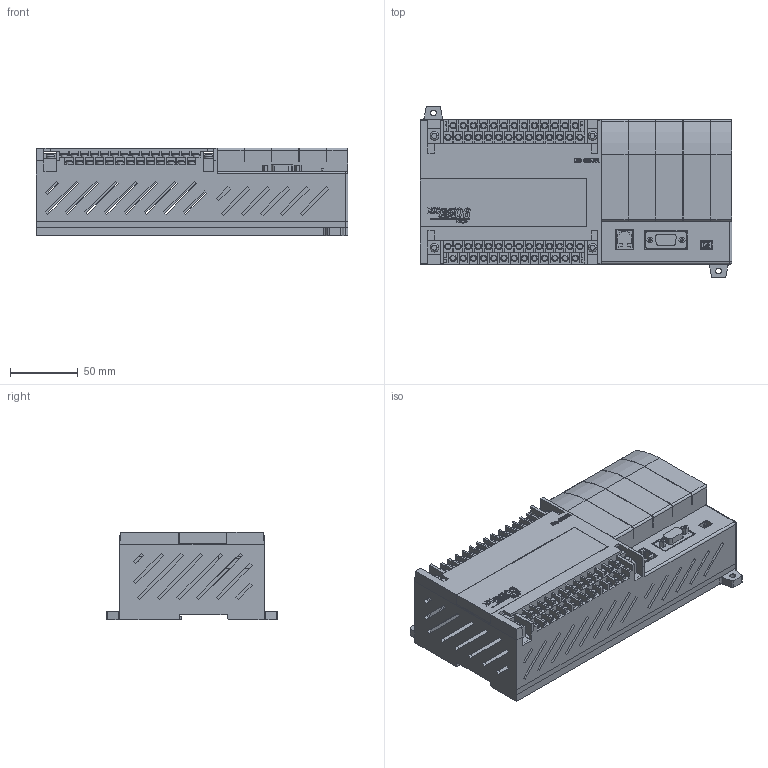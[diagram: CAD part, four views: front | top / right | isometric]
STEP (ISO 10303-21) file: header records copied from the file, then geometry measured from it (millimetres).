
FILE_DESCRIPTION (( 'STEP AP214' ), '1' );
FILE_NAME ('D0-06DR.STEP', '2011-01-28T15:13:02', ( '.ADC' ), ( 'ADC' ), 'SwSTEP 2.0', 'SolidWorks 2009', '' );
FILE_SCHEMA (( 'AUTOMOTIVE_DESIGN' ));
Length unit declared in the file: inch
Products named in the file (1): D0-06DR
Bounding box: 230.89 x 127.11 x 65.15 mm (x, y, z)
Volume: 262228.4 mm3; surface area: 199370 mm2
Topology: 1 solids, 5 shells, 1426 faces, 3813 edges, 2474 vertices
Faces by surface type: plane 925, cylinder 189, bspline 179, torus 118, cone 14, sphere 1
Entity records: 70778 total; most frequent: CARTESIAN_POINT 18163, ORIENTED_EDGE 7600, DIRECTION 6539, EDGE_CURVE 3800, VECTOR 2815, LINE 2815, VERTEX_POINT 2474, AXIS2_PLACEMENT_3D 1862
